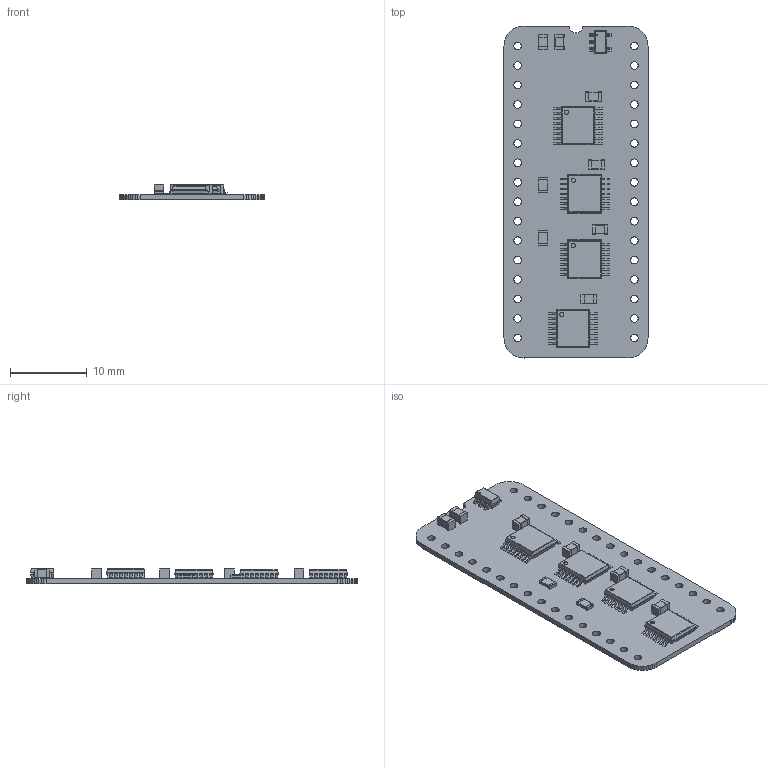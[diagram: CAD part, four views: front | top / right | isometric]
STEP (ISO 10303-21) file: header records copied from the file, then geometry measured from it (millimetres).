
FILE_DESCRIPTION(('KiCad electronic assembly'),'2;1');
FILE_NAME('Main Memory Abort.step','2024-05-15T18:03:48',('Pcbnew'),( 'Kicad'),'Open CASCADE STEP processor 7.6','KiCad to STEP converter' ,'Unknown');
FILE_SCHEMA(('AUTOMOTIVE_DESIGN { 1 0 10303 214 1 1 1 1 }'));
Length unit declared in the file: millimetre
Products named in the file (12): Main Memory Abort 1; C_0805_2012Metric; SOLID; AP7365-33WG-7; COMPOUND; 74LVC74APW,118; R_0805_2012Metric; 74VHC165FT; Main Memory Abort PCB
Assembly tree (19 placements, depth 3):
  Main Memory Abort 1
    C_0805_2012Metric  x6
      SOLID
    AP7365-33WG-7
      COMPOUND
    74LVC74APW,118  x3
      COMPOUND
    R_0805_2012Metric  x2
      SOLID
    74VHC165FT
      COMPOUND
    Main Memory Abort PCB
Bounding box: 18.8 x 43.33 x 2.03 mm (x, y, z)
Volume: 645.7 mm3; surface area: 2126.3 mm2
Topology: 77 solids, 77 shells, 1265 faces, 3194 edges, 2100 vertices
Faces by surface type: plane 911, cylinder 354
Full cylindrical faces by diameter (mm): 0.2 x1, 0.55 x4, 1 x32
Entity records: 44875 total; most frequent: CARTESIAN_POINT 8625, DIRECTION 6757, LINE 4524, VECTOR 4524, ORIENTED_EDGE 3496, PCURVE 3496, DEFINITIONAL_REPRESENTATION 3496, EDGE_CURVE 1748
